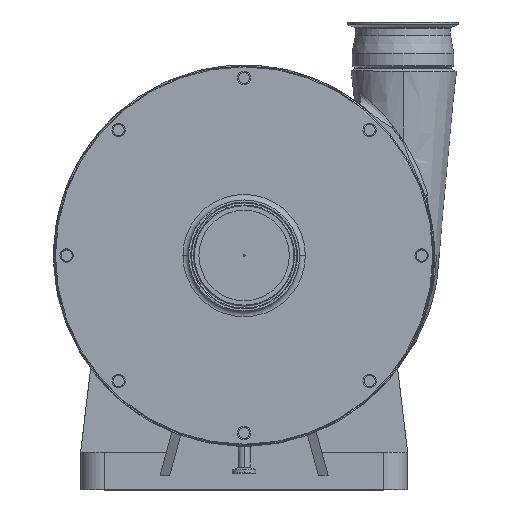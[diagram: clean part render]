
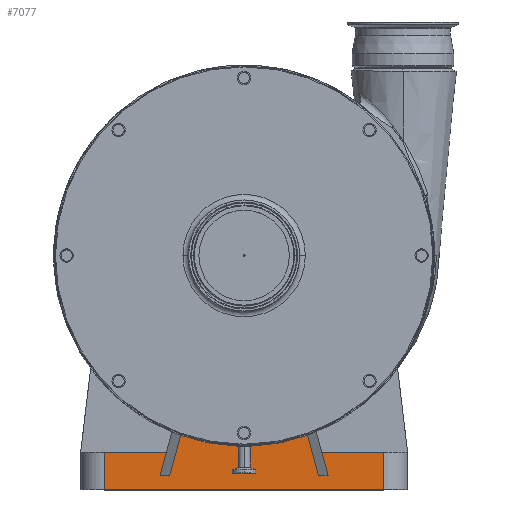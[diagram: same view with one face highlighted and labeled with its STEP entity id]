
A CAD part, top view. The second image highlights one B-rep face of the part: STEP entity #7077.
In plain terms, the highlighted planar face has unit normal (0, 0, 1).
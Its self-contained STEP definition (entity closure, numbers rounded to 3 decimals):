
#6 = DIRECTION ( 'NONE',  ( -0.262, 0.965, 0. ) ) ;
#542 = ORIENTED_EDGE ( 'NONE', *, *, #21749, .T. ) ;
#627 = CARTESIAN_POINT ( 'NONE',  ( -83.204, -210., -80. ) ) ;
#759 = DIRECTION ( 'NONE',  ( 0.262, -0.965, 0. ) ) ;
#779 = CARTESIAN_POINT ( 'NONE',  ( -149.6, -250., -80. ) ) ;
#1183 = LINE ( 'NONE', #15637, #21061 ) ;
#2294 = VERTEX_POINT ( 'NONE', #20560 ) ;
#2437 = VECTOR ( 'NONE', #22412, 1000. ) ;
#2591 = CARTESIAN_POINT ( 'NONE',  ( 149.6, -210., -80. ) ) ;
#2863 = VECTOR ( 'NONE', #10271, 1000. ) ;
#2892 = CARTESIAN_POINT ( 'NONE',  ( 83.204, -210., -80. ) ) ;
#3055 = PLANE ( 'NONE',  #15169 ) ;
#3213 = LINE ( 'NONE', #10445, #21849 ) ;
#3445 = ORIENTED_EDGE ( 'NONE', *, *, #9284, .F. ) ;
#4182 = DIRECTION ( 'NONE',  ( -1., 0., 0. ) ) ;
#4205 = CARTESIAN_POINT ( 'NONE',  ( 87.773, -226.806, -80. ) ) ;
#4527 = CARTESIAN_POINT ( 'NONE',  ( -67.186, -151.072, -80. ) ) ;
#4972 = DIRECTION ( 'NONE',  ( -1., 0., 0. ) ) ;
#5006 = CARTESIAN_POINT ( 'NONE',  ( 149.6, -210., -80. ) ) ;
#5300 = CARTESIAN_POINT ( 'NONE',  ( -40.6, -91.387, -80. ) ) ;
#5878 = DIRECTION ( 'NONE',  ( 1., 0., 0. ) ) ;
#5936 = EDGE_LOOP ( 'NONE', ( #542, #13741, #19966, #3445, #9160, #11629, #10459, #20758, #23100, #22128, #13682, #21546 ) ) ;
#5980 = VECTOR ( 'NONE', #5878, 1000. ) ;
#6019 = LINE ( 'NONE', #20480, #2863 ) ;
#7077 = ADVANCED_FACE ( 'NONE', ( #22753 ), #3055, .F. ) ;
#7092 = VECTOR ( 'NONE', #759, 1000. ) ;
#7198 = EDGE_CURVE ( 'NONE', #9874, #11697, #18843, .T. ) ;
#7441 = VECTOR ( 'NONE', #15897, 1000. ) ;
#7476 = DIRECTION ( 'NONE',  ( 0., -1., 0. ) ) ;
#7978 = CARTESIAN_POINT ( 'NONE',  ( 0., -235., -80. ) ) ;
#8301 = DIRECTION ( 'NONE',  ( 1., 0., 0. ) ) ;
#8304 = EDGE_CURVE ( 'NONE', #16462, #12393, #20771, .T. ) ;
#8506 = DIRECTION ( 'NONE',  ( 0., 0., -1. ) ) ;
#9112 = VERTEX_POINT ( 'NONE', #14728 ) ;
#9146 = LINE ( 'NONE', #18261, #15360 ) ;
#9160 = ORIENTED_EDGE ( 'NONE', *, *, #23385, .T. ) ;
#9203 = LINE ( 'NONE', #16430, #5980 ) ;
#9284 = EDGE_CURVE ( 'NONE', #15328, #12393, #21235, .T. ) ;
#9361 = VECTOR ( 'NONE', #18529, 1000. ) ;
#9394 = CARTESIAN_POINT ( 'NONE',  ( 0., 0., -80. ) ) ;
#9874 = VERTEX_POINT ( 'NONE', #2892 ) ;
#10271 = DIRECTION ( 'NONE',  ( 0., -1., 0. ) ) ;
#10310 = CARTESIAN_POINT ( 'NONE',  ( 149.6, -250., -80. ) ) ;
#10445 = CARTESIAN_POINT ( 'NONE',  ( 80.35, -237.623, -80. ) ) ;
#10459 = ORIENTED_EDGE ( 'NONE', *, *, #21543, .F. ) ;
#10552 = CARTESIAN_POINT ( 'NONE',  ( 79.637, -235., -80. ) ) ;
#10618 = AXIS2_PLACEMENT_3D ( 'NONE', #9394, #21861, #4182 ) ;
#11187 = EDGE_CURVE ( 'NONE', #16462, #13129, #9203, .T. ) ;
#11474 = EDGE_CURVE ( 'NONE', #13182, #9112, #3213, .T. ) ;
#11629 = ORIENTED_EDGE ( 'NONE', *, *, #14223, .T. ) ;
#11697 = VERTEX_POINT ( 'NONE', #15176 ) ;
#11751 = LINE ( 'NONE', #10310, #22398 ) ;
#11982 = VERTEX_POINT ( 'NONE', #779 ) ;
#12281 = EDGE_CURVE ( 'NONE', #13182, #2294, #13319, .T. ) ;
#12393 = VERTEX_POINT ( 'NONE', #627 ) ;
#13067 = VECTOR ( 'NONE', #15430, 1000. ) ;
#13129 = VERTEX_POINT ( 'NONE', #13981 ) ;
#13182 = VERTEX_POINT ( 'NONE', #10552 ) ;
#13319 = LINE ( 'NONE', #7978, #9361 ) ;
#13682 = ORIENTED_EDGE ( 'NONE', *, *, #11474, .T. ) ;
#13741 = ORIENTED_EDGE ( 'NONE', *, *, #11187, .F. ) ;
#13981 = CARTESIAN_POINT ( 'NONE',  ( -79.637, -235., -80. ) ) ;
#14008 = CIRCLE ( 'NONE', #10618, 100. ) ;
#14223 = EDGE_CURVE ( 'NONE', #11982, #20275, #11751, .T. ) ;
#14728 = CARTESIAN_POINT ( 'NONE',  ( 40.6, -91.387, -80. ) ) ;
#15169 = AXIS2_PLACEMENT_3D ( 'NONE', #15502, #8506, #4972 ) ;
#15176 = CARTESIAN_POINT ( 'NONE',  ( 149.6, -210., -80. ) ) ;
#15328 = VERTEX_POINT ( 'NONE', #21194 ) ;
#15360 = VECTOR ( 'NONE', #7476, 1000. ) ;
#15430 = DIRECTION ( 'NONE',  ( 0.262, 0.965, 0. ) ) ;
#15502 = CARTESIAN_POINT ( 'NONE',  ( 149.6, -210., -80. ) ) ;
#15637 = CARTESIAN_POINT ( 'NONE',  ( -40.6, -91.387, -80. ) ) ;
#15897 = DIRECTION ( 'NONE',  ( 1., 0., 0. ) ) ;
#16308 = EDGE_CURVE ( 'NONE', #9874, #2294, #22228, .T. ) ;
#16430 = CARTESIAN_POINT ( 'NONE',  ( -90., -235., -80. ) ) ;
#16462 = VERTEX_POINT ( 'NONE', #20615 ) ;
#17773 = DIRECTION ( 'NONE',  ( -0.262, -0.965, 0. ) ) ;
#18261 = CARTESIAN_POINT ( 'NONE',  ( 149.6, -210., -80. ) ) ;
#18529 = DIRECTION ( 'NONE',  ( 1., 0., 0. ) ) ;
#18843 = LINE ( 'NONE', #2591, #2437 ) ;
#19798 = EDGE_CURVE ( 'NONE', #9112, #20580, #14008, .T. ) ;
#19966 = ORIENTED_EDGE ( 'NONE', *, *, #8304, .T. ) ;
#20275 = VERTEX_POINT ( 'NONE', #23151 ) ;
#20480 = CARTESIAN_POINT ( 'NONE',  ( -149.6, -210., -80. ) ) ;
#20560 = CARTESIAN_POINT ( 'NONE',  ( 90., -235., -80. ) ) ;
#20580 = VERTEX_POINT ( 'NONE', #5300 ) ;
#20615 = CARTESIAN_POINT ( 'NONE',  ( -90., -235., -80. ) ) ;
#20758 = ORIENTED_EDGE ( 'NONE', *, *, #7198, .F. ) ;
#20771 = LINE ( 'NONE', #4527, #13067 ) ;
#21061 = VECTOR ( 'NONE', #17773, 1000. ) ;
#21194 = CARTESIAN_POINT ( 'NONE',  ( -149.6, -210., -80. ) ) ;
#21235 = LINE ( 'NONE', #5006, #7441 ) ;
#21543 = EDGE_CURVE ( 'NONE', #11697, #20275, #9146, .T. ) ;
#21546 = ORIENTED_EDGE ( 'NONE', *, *, #19798, .T. ) ;
#21749 = EDGE_CURVE ( 'NONE', #20580, #13129, #1183, .T. ) ;
#21849 = VECTOR ( 'NONE', #6, 1000. ) ;
#21861 = DIRECTION ( 'NONE',  ( 0., 0., -1. ) ) ;
#22128 = ORIENTED_EDGE ( 'NONE', *, *, #12281, .F. ) ;
#22228 = LINE ( 'NONE', #4205, #7092 ) ;
#22398 = VECTOR ( 'NONE', #8301, 1000. ) ;
#22412 = DIRECTION ( 'NONE',  ( 1., 0., 0. ) ) ;
#22753 = FACE_OUTER_BOUND ( 'NONE', #5936, .T. ) ;
#23100 = ORIENTED_EDGE ( 'NONE', *, *, #16308, .T. ) ;
#23151 = CARTESIAN_POINT ( 'NONE',  ( 149.6, -250., -80. ) ) ;
#23385 = EDGE_CURVE ( 'NONE', #15328, #11982, #6019, .T. ) ;
